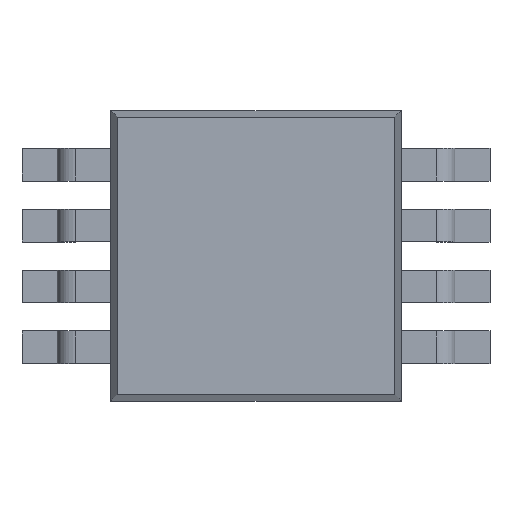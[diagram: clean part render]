
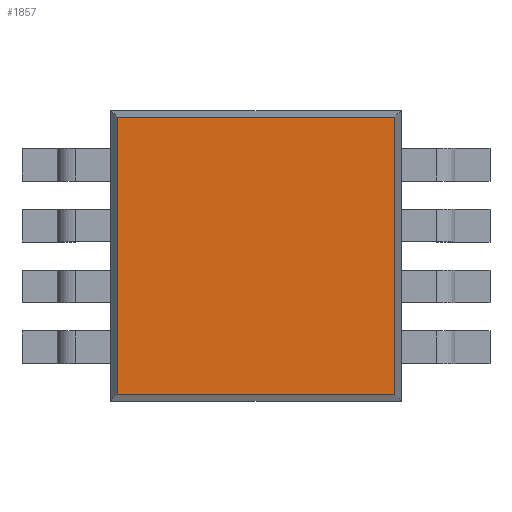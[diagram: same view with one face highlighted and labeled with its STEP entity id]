
A CAD part, top view. The second image highlights one B-rep face of the part: STEP entity #1857.
In plain terms, the highlighted planar face has unit normal (0, 0, 1).
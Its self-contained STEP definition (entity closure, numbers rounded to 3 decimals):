
#91=FACE_OUTER_BOUND('',#201,.T.);
#201=EDGE_LOOP('',(#1263,#1264,#1265,#1266));
#318=LINE('',#2683,#554);
#320=LINE('',#2688,#556);
#323=LINE('',#2692,#559);
#325=LINE('',#2695,#561);
#554=VECTOR('',#2156,10.);
#556=VECTOR('',#2160,10.);
#559=VECTOR('',#2165,10.);
#561=VECTOR('',#2169,10.);
#783=VERTEX_POINT('',#2680);
#784=VERTEX_POINT('',#2682);
#785=VERTEX_POINT('',#2686);
#786=VERTEX_POINT('',#2687);
#966=EDGE_CURVE('',#783,#784,#318,.T.);
#968=EDGE_CURVE('',#785,#786,#320,.T.);
#971=EDGE_CURVE('',#786,#783,#323,.T.);
#973=EDGE_CURVE('',#784,#785,#325,.T.);
#1263=ORIENTED_EDGE('',*,*,#968,.F.);
#1264=ORIENTED_EDGE('',*,*,#973,.F.);
#1265=ORIENTED_EDGE('',*,*,#966,.F.);
#1266=ORIENTED_EDGE('',*,*,#971,.F.);
#1763=PLANE('',#1989);
#1857=ADVANCED_FACE('',(#91),#1763,.T.);
#1989=AXIS2_PLACEMENT_3D('',#2698,#2173,#2174);
#2156=DIRECTION('',(-1.,0.,0.));
#2160=DIRECTION('',(1.,0.,0.));
#2165=DIRECTION('',(0.,-1.,0.));
#2169=DIRECTION('',(0.,1.,0.));
#2173=DIRECTION('center_axis',(0.,0.,1.));
#2174=DIRECTION('ref_axis',(0.,-1.,0.));
#2680=CARTESIAN_POINT('',(1.484,-1.484,1.1));
#2682=CARTESIAN_POINT('',(-1.484,-1.484,1.1));
#2683=CARTESIAN_POINT('',(0.,-1.484,1.1));
#2686=CARTESIAN_POINT('',(-1.484,1.484,1.1));
#2687=CARTESIAN_POINT('',(1.484,1.484,1.1));
#2688=CARTESIAN_POINT('',(0.,1.484,1.1));
#2692=CARTESIAN_POINT('',(1.484,0.775,1.1));
#2695=CARTESIAN_POINT('',(-1.484,0.775,1.1));
#2698=CARTESIAN_POINT('Origin',(0.,1.55,1.1));
